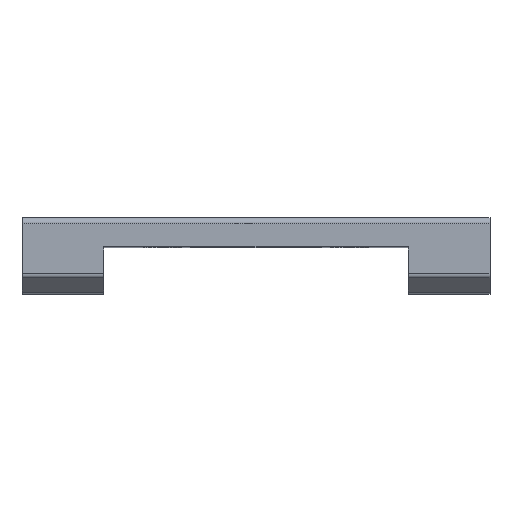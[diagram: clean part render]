
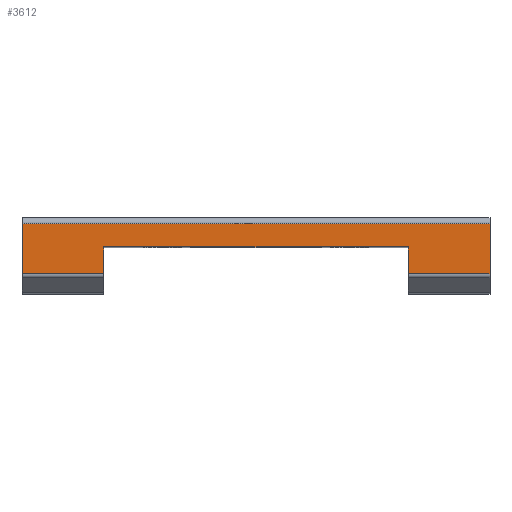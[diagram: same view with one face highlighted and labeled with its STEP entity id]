
A CAD part, top view. The second image highlights one B-rep face of the part: STEP entity #3612.
In plain terms, the highlighted planar face has unit normal (0, 0, 1).
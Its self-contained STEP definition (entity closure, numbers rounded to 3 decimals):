
#177 = ORIENTED_EDGE ( 'NONE', *, *, #7178, .T. ) ;
#360 = CARTESIAN_POINT ( 'NONE',  ( 0., 0., 16.25 ) ) ;
#454 = CARTESIAN_POINT ( 'NONE',  ( -20., 2.5, 16.25 ) ) ;
#910 = ORIENTED_EDGE ( 'NONE', *, *, #1926, .T. ) ;
#949 = CARTESIAN_POINT ( 'NONE',  ( 20., 2., 16.25 ) ) ;
#957 = LINE ( 'NONE', #454, #3428 ) ;
#996 = EDGE_CURVE ( 'NONE', #2596, #5411, #1351, .T. ) ;
#1017 = CARTESIAN_POINT ( 'NONE',  ( 13., 0., 16.25 ) ) ;
#1114 = CARTESIAN_POINT ( 'NONE',  ( 13., -43.745, 16.25 ) ) ;
#1152 = CARTESIAN_POINT ( 'NONE',  ( 20., 0., 16.25 ) ) ;
#1351 = LINE ( 'NONE', #2094, #7553 ) ;
#1498 = DIRECTION ( 'NONE',  ( 1., 0., 0. ) ) ;
#1632 = ORIENTED_EDGE ( 'NONE', *, *, #996, .T. ) ;
#1647 = VERTEX_POINT ( 'NONE', #5055 ) ;
#1744 = DIRECTION ( 'NONE',  ( 0., -1., 0. ) ) ;
#1861 = ORIENTED_EDGE ( 'NONE', *, *, #6736, .T. ) ;
#1909 = LINE ( 'NONE', #7312, #4806 ) ;
#1926 = EDGE_CURVE ( 'NONE', #5506, #4176, #2375, .T. ) ;
#2075 = VECTOR ( 'NONE', #3148, 1000. ) ;
#2094 = CARTESIAN_POINT ( 'NONE',  ( -13., -43.745, 16.25 ) ) ;
#2375 = LINE ( 'NONE', #1152, #6879 ) ;
#2596 = VERTEX_POINT ( 'NONE', #5274 ) ;
#2997 = DIRECTION ( 'NONE',  ( 0., 1., 0. ) ) ;
#3017 = LINE ( 'NONE', #4921, #2075 ) ;
#3148 = DIRECTION ( 'NONE',  ( -1., 0., 0. ) ) ;
#3217 = DIRECTION ( 'NONE',  ( 1., 0., 0. ) ) ;
#3322 = LINE ( 'NONE', #6511, #7618 ) ;
#3427 = DIRECTION ( 'NONE',  ( 0., 1., 0. ) ) ;
#3428 = VECTOR ( 'NONE', #1744, 1000. ) ;
#3445 = EDGE_LOOP ( 'NONE', ( #4481, #177, #910, #1861, #7080, #3456, #1632, #4960 ) ) ;
#3456 = ORIENTED_EDGE ( 'NONE', *, *, #5584, .T. ) ;
#3457 = PLANE ( 'NONE',  #3638 ) ;
#3474 = CARTESIAN_POINT ( 'NONE',  ( -20., -2.293, 16.25 ) ) ;
#3612 = ADVANCED_FACE ( 'NONE', ( #3965 ), #3457, .T. ) ;
#3638 = AXIS2_PLACEMENT_3D ( 'NONE', #360, #6373, #4652 ) ;
#3710 = CARTESIAN_POINT ( 'NONE',  ( -20., 2., 16.25 ) ) ;
#3845 = VERTEX_POINT ( 'NONE', #3710 ) ;
#3889 = DIRECTION ( 'NONE',  ( 0., 1., 0. ) ) ;
#3965 = FACE_OUTER_BOUND ( 'NONE', #3445, .T. ) ;
#4176 = VERTEX_POINT ( 'NONE', #949 ) ;
#4481 = ORIENTED_EDGE ( 'NONE', *, *, #7328, .F. ) ;
#4595 = CARTESIAN_POINT ( 'NONE',  ( 0., -2.293, 16.25 ) ) ;
#4652 = DIRECTION ( 'NONE',  ( 1., 0., 0. ) ) ;
#4757 = DIRECTION ( 'NONE',  ( 1., 0., 0. ) ) ;
#4806 = VECTOR ( 'NONE', #3217, 1000. ) ;
#4921 = CARTESIAN_POINT ( 'NONE',  ( -20., 2., 16.25 ) ) ;
#4960 = ORIENTED_EDGE ( 'NONE', *, *, #6930, .T. ) ;
#5055 = CARTESIAN_POINT ( 'NONE',  ( 13., -2.293, 16.25 ) ) ;
#5274 = CARTESIAN_POINT ( 'NONE',  ( -13., -2.293, 16.25 ) ) ;
#5314 = CARTESIAN_POINT ( 'NONE',  ( -13., 0., 16.25 ) ) ;
#5332 = EDGE_CURVE ( 'NONE', #3845, #6426, #957, .T. ) ;
#5411 = VERTEX_POINT ( 'NONE', #5314 ) ;
#5506 = VERTEX_POINT ( 'NONE', #7263 ) ;
#5584 = EDGE_CURVE ( 'NONE', #6426, #2596, #1909, .T. ) ;
#5660 = LINE ( 'NONE', #4595, #7231 ) ;
#5749 = LINE ( 'NONE', #1114, #6492 ) ;
#6373 = DIRECTION ( 'NONE',  ( 0., 0., 1. ) ) ;
#6426 = VERTEX_POINT ( 'NONE', #3474 ) ;
#6492 = VECTOR ( 'NONE', #3427, 1000. ) ;
#6511 = CARTESIAN_POINT ( 'NONE',  ( -20., 0., 16.25 ) ) ;
#6736 = EDGE_CURVE ( 'NONE', #4176, #3845, #3017, .T. ) ;
#6847 = VERTEX_POINT ( 'NONE', #1017 ) ;
#6879 = VECTOR ( 'NONE', #2997, 1000. ) ;
#6930 = EDGE_CURVE ( 'NONE', #5411, #6847, #3322, .T. ) ;
#7080 = ORIENTED_EDGE ( 'NONE', *, *, #5332, .T. ) ;
#7178 = EDGE_CURVE ( 'NONE', #1647, #5506, #5660, .T. ) ;
#7231 = VECTOR ( 'NONE', #1498, 1000. ) ;
#7263 = CARTESIAN_POINT ( 'NONE',  ( 20., -2.293, 16.25 ) ) ;
#7312 = CARTESIAN_POINT ( 'NONE',  ( 0., -2.293, 16.25 ) ) ;
#7328 = EDGE_CURVE ( 'NONE', #1647, #6847, #5749, .T. ) ;
#7553 = VECTOR ( 'NONE', #3889, 1000. ) ;
#7618 = VECTOR ( 'NONE', #4757, 1000. ) ;
